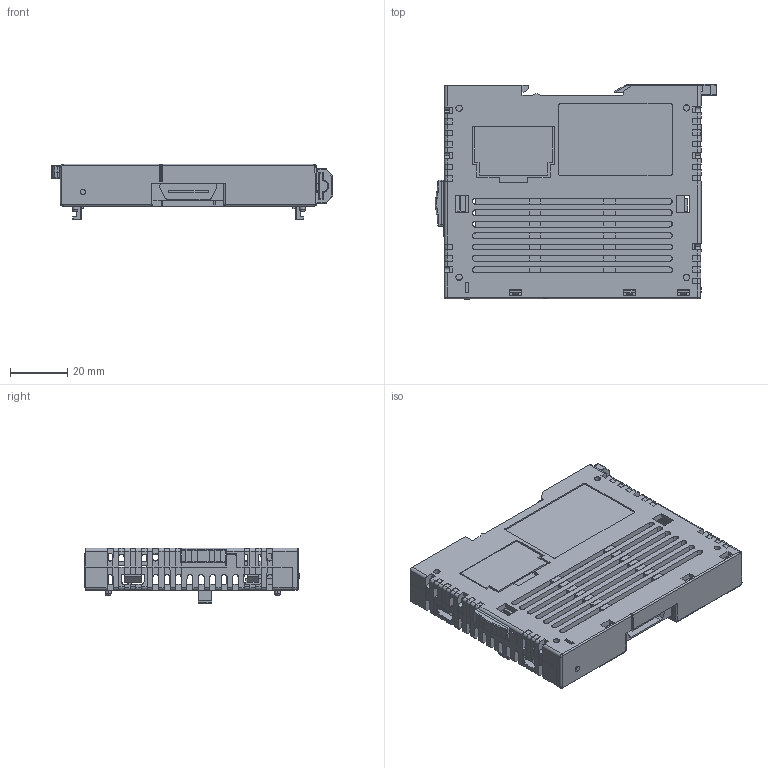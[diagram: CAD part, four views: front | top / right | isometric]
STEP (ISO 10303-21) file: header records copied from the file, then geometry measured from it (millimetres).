
FILE_DESCRIPTION( ('This file contains a STEP AP42 implementation' ,'as created by ZW3D STEP Interface translator.') ,'2;1' );
FILE_NAME( 'HCA8C-CNV5V-TX2N.stp' ,'21 9 4.131138', (''), ('ZWCAD Software Co.'), 'Version 1.0', 'ZW3D to STEP translator', '' );
FILE_SCHEMA(('CONFIG_CONTROL_DESIGN'));
Length unit declared in the file: millimetre
Products named in the file (1): 0
Bounding box: 98.52 x 75.35 x 19.5 mm (x, y, z)
Volume: 38050 mm3; surface area: 49185.4 mm2
Topology: 1 solids, 8 shells, 2456 faces, 7143 edges, 4654 vertices
Faces by surface type: plane 1655, cylinder 484, bspline 272, sphere 34, cone 6, torus 5
Entity records: 88863 total; most frequent: CARTESIAN_POINT 26031, ORIENTED_EDGE 14264, DIRECTION 11172, EDGE_CURVE 7125, VECTOR 5448, LINE 5448, VERTEX_POINT 4654, AXIS2_PLACEMENT_3D 2862
